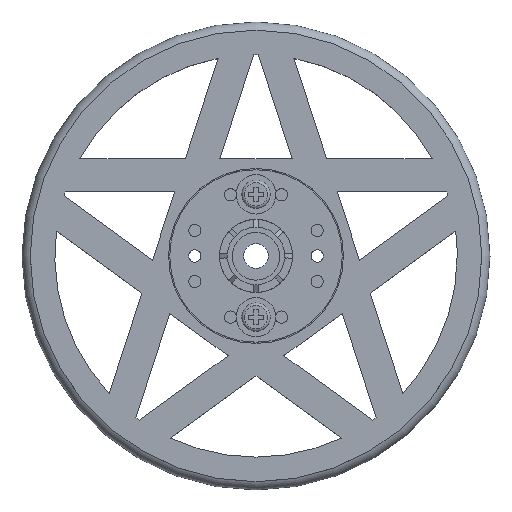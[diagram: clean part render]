
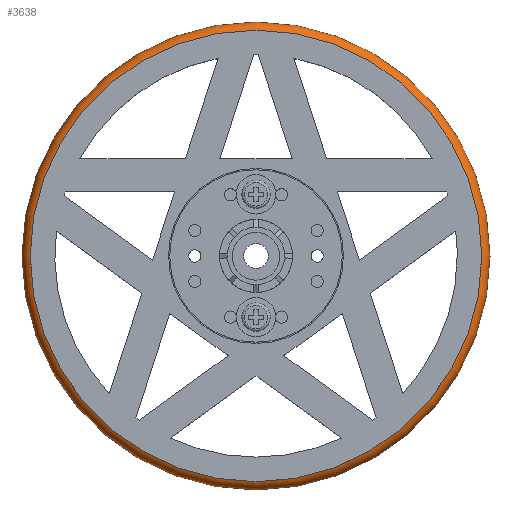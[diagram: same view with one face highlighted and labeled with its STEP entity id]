
A CAD part, top view. The second image highlights one B-rep face of the part: STEP entity #3638.
In plain terms, the highlighted toroidal (fillet/blend) face has major radius 27 mm and minor radius 1.5 mm.
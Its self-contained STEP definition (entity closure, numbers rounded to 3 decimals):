
#3638 = ADVANCED_FACE('',(#3639),#3643,.T.);
#3639 = FACE_BOUND('',#3640,.F.);
#3640 = VERTEX_LOOP('',#3641);
#3641 = VERTEX_POINT('',#3642);
#3642 = CARTESIAN_POINT('',(28.5,0.,0.));
#3643 = TOROIDAL_SURFACE('',#3644,27.,1.5);
#3644 = AXIS2_PLACEMENT_3D('',#3645,#3646,#3647);
#3645 = CARTESIAN_POINT('',(0.,0.,0.));
#3646 = DIRECTION('',(-0.,-0.,-1.));
#3647 = DIRECTION('',(1.,0.,0.));
